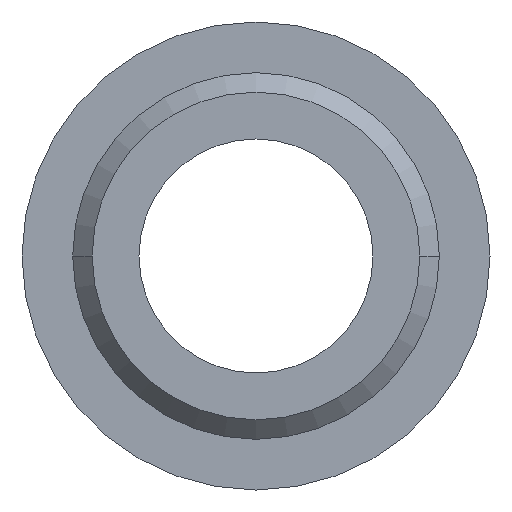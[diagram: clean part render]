
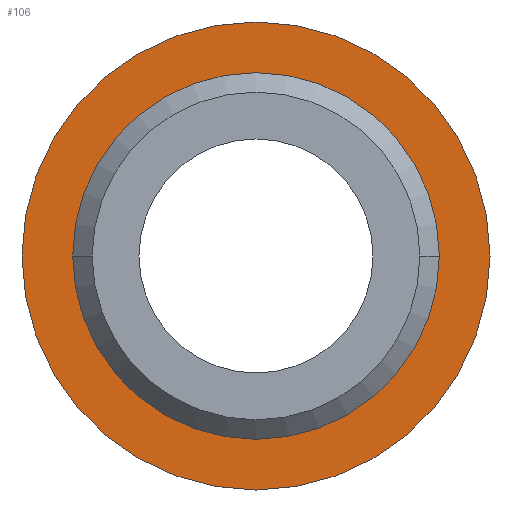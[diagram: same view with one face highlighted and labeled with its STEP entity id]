
A CAD part, front view. The second image highlights one B-rep face of the part: STEP entity #106.
In plain terms, the highlighted planar face has unit normal (0, -1, 0).
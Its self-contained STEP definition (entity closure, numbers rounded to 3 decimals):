
#106=ADVANCED_FACE('',(#240,#241),#242,.T.);
#240=FACE_OUTER_BOUND('',#407,.T.);
#241=FACE_BOUND('',#408,.T.);
#242=PLANE('',#409);
#407=EDGE_LOOP('',(#647,#648));
#408=EDGE_LOOP('',(#649,#650));
#409=AXIS2_PLACEMENT_3D('',#651,#652,#653);
#647=ORIENTED_EDGE('',*,*,#993,.T.);
#648=ORIENTED_EDGE('',*,*,#994,.T.);
#649=ORIENTED_EDGE('',*,*,#995,.F.);
#650=ORIENTED_EDGE('',*,*,#935,.F.);
#651=CARTESIAN_POINT('',(0.0,10.5,0.0));
#652=DIRECTION('',(0.0,-1.0,0.0));
#653=DIRECTION('',(-1.0,0.0,0.0));
#935=EDGE_CURVE('',#1097,#1099,#1100,.T.);
#993=EDGE_CURVE('',#1189,#1190,#1191,.T.);
#994=EDGE_CURVE('',#1190,#1189,#1192,.T.);
#995=EDGE_CURVE('',#1099,#1097,#1193,.T.);
#1097=VERTEX_POINT('',#1313);
#1099=VERTEX_POINT('',#1316);
#1100=CIRCLE('',#1317,4.7);
#1189=VERTEX_POINT('',#1425);
#1190=VERTEX_POINT('',#1426);
#1191=CIRCLE('',#1427,6.0);
#1192=CIRCLE('',#1428,6.0);
#1193=CIRCLE('',#1429,4.7);
#1313=CARTESIAN_POINT('',(4.7,10.5,0.));
#1316=CARTESIAN_POINT('',(-4.7,10.5,0.));
#1317=AXIS2_PLACEMENT_3D('',#1553,#1554,#1555);
#1425=CARTESIAN_POINT('',(6.0,10.5,0.0));
#1426=CARTESIAN_POINT('',(-6.0,10.5,0.));
#1427=AXIS2_PLACEMENT_3D('',#1650,#1651,#1652);
#1428=AXIS2_PLACEMENT_3D('',#1653,#1654,#1655);
#1429=AXIS2_PLACEMENT_3D('',#1656,#1657,#1658);
#1553=CARTESIAN_POINT('',(0.0,10.5,0.0));
#1554=DIRECTION('',(0.0,-1.0,0.0));
#1555=DIRECTION('',(1.0,0.0,0.0));
#1650=CARTESIAN_POINT('',(0.0,10.5,0.0));
#1651=DIRECTION('',(0.0,-1.0,0.0));
#1652=DIRECTION('',(1.0,0.0,0.0));
#1653=CARTESIAN_POINT('',(0.0,10.5,0.0));
#1654=DIRECTION('',(0.0,-1.0,0.0));
#1655=DIRECTION('',(1.0,0.0,0.0));
#1656=CARTESIAN_POINT('',(0.0,10.5,0.0));
#1657=DIRECTION('',(0.0,-1.0,0.0));
#1658=DIRECTION('',(1.0,0.0,0.0));
